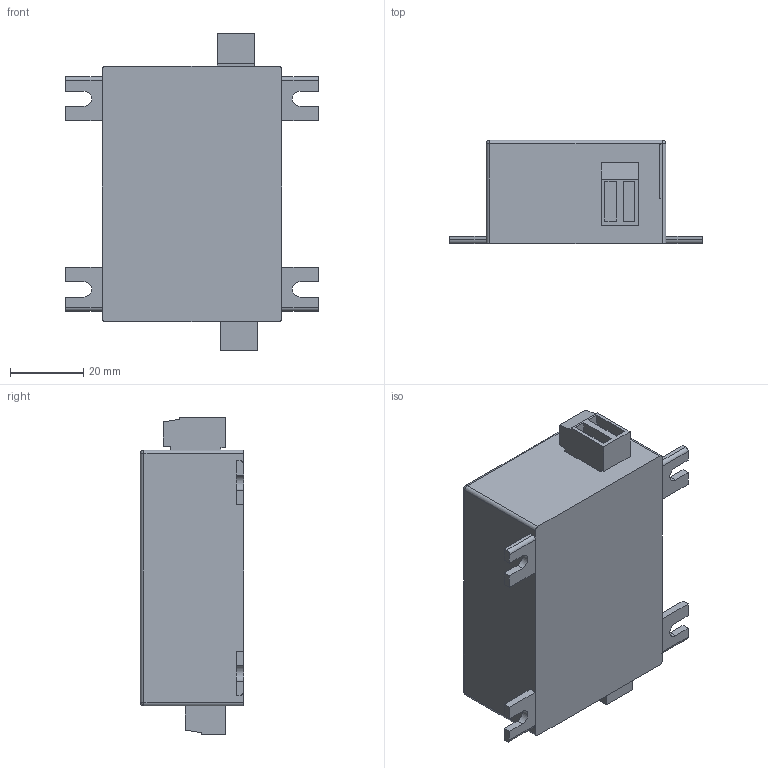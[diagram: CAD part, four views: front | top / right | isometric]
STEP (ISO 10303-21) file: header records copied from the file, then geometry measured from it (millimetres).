
FILE_DESCRIPTION((''),'2;1');
FILE_NAME('ETITEC_LP1_ASM','2021-03-03T',('marketing.praksa'),('Audax d.o.o.'),'CREO PARAMETRIC BY PTC INC, 2017480','CREO PARAMETRIC BY PTC INC, 2017480','');
FILE_SCHEMA(('AUTOMOTIVE_DESIGN { 1 0 10303 214 1 1 1 1 }'));
Length unit declared in the file: millimetre
Products named in the file (21): MAIN_CONTACTS_1_1; MAIN_CONTACTS_1_2; PRT0024_1_1; PRT0024_1_2; TMP_DWG_65_1_1_1_1; TMP_DWG_65_1_2_1_1; TMP_DWG_65_1_3_1_1; MAIN_BODY_1; MAIN_BLACK_1; RC_1_1_1_1_2_3_1_1_2; PRT0017_1_1_2_3_1_1_2; PRT0018_1_1_2_3_4_5_1_1_2; ASM0033_ASM_1_1_2_3_ASM_1_1_ASM; ASM0021_ASM_1_1_ASM; ASM0004_ASM; RC_1_1_1_1_2_3_1_1_1; PRT0017_1_1_2_3_1_1_1; PRT0018_1_1_2_3_4_5_1_1_1; RC_2XSCREW_ASM_1_1_ASM; ASM0005_ASM; ETITEC_LP1_ASM
Assembly tree (20 placements, depth 5):
  ETITEC_LP1_ASM
    MAIN_CONTACTS_1_1
    MAIN_CONTACTS_1_2
    PRT0024_1_1
    PRT0024_1_2
    TMP_DWG_65_1_1_1_1
    TMP_DWG_65_1_2_1_1
    TMP_DWG_65_1_3_1_1
    MAIN_BODY_1
    MAIN_BLACK_1
    ASM0004_ASM
      ASM0021_ASM_1_1_ASM
        ASM0033_ASM_1_1_2_3_ASM_1_1_ASM
          RC_1_1_1_1_2_3_1_1_2
          PRT0017_1_1_2_3_1_1_2
          PRT0018_1_1_2_3_4_5_1_1_2
    ASM0005_ASM
      RC_2XSCREW_ASM_1_1_ASM
        RC_1_1_1_1_2_3_1_1_1
        PRT0017_1_1_2_3_1_1_1
        PRT0018_1_1_2_3_4_5_1_1_1
Bounding box: 69 x 28.2 x 86.7 mm (x, y, z)
Volume: 97808.6 mm3; surface area: 23700.9 mm2
Topology: 15 solids, 16 shells, 246 faces, 643 edges, 436 vertices
Faces by surface type: plane 178, cylinder 64, sphere 4
Entity records: 13740 total; most frequent: PRESENTATION_LAYER_ASSIGNMENT 2659, CARTESIAN_POINT 1427, DIRECTION 1401, ORIENTED_EDGE 1278, EDGE_CURVE 639, PRESENTATION_STYLE_ASSIGNMENT 604, STYLED_ITEM 604, CURVE_STYLE 522
